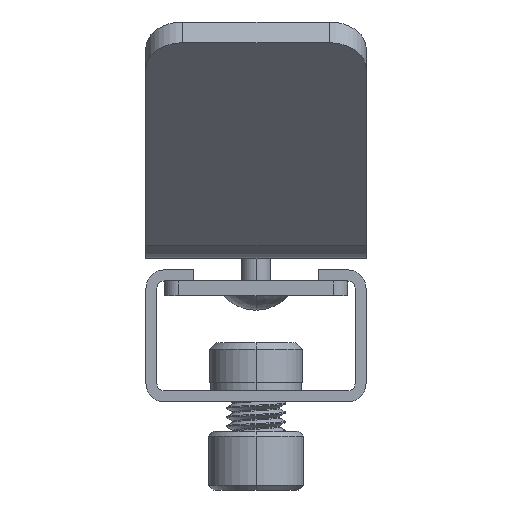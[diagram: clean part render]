
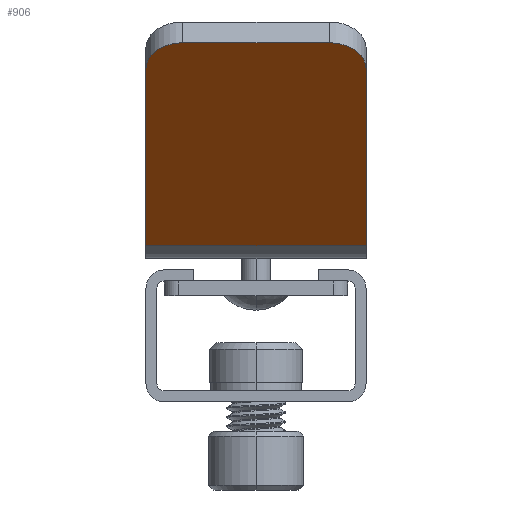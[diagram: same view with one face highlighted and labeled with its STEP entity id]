
A CAD part, left-side view. The second image highlights one B-rep face of the part: STEP entity #906.
In plain terms, the highlighted face is planar.
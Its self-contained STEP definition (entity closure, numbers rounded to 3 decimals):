
#99 = PLANE ( 'NONE',  #3384 ) ;
#614 = CIRCLE ( 'NONE', #5674, 5. ) ;
#625 = DIRECTION ( 'NONE',  ( 0.707, 0., 0.707 ) ) ;
#906 = ADVANCED_FACE ( 'NONE', ( #6475 ), #99, .F. ) ;
#982 = DIRECTION ( 'NONE',  ( 0., -1., 0. ) ) ;
#1098 = VERTEX_POINT ( 'NONE', #6386 ) ;
#1118 = CARTESIAN_POINT ( 'NONE',  ( 18.414, 15., -2.243 ) ) ;
#1434 = ORIENTED_EDGE ( 'NONE', *, *, #2024, .F. ) ;
#1455 = DIRECTION ( 'NONE',  ( 0.707, 0., 0.707 ) ) ;
#1597 = VECTOR ( 'NONE', #6003, 1000. ) ;
#1926 = EDGE_CURVE ( 'NONE', #3382, #5740, #3660, .T. ) ;
#2024 = EDGE_CURVE ( 'NONE', #2274, #1098, #3343, .T. ) ;
#2175 = CARTESIAN_POINT ( 'NONE',  ( 10.328, 0., -10.328 ) ) ;
#2274 = VERTEX_POINT ( 'NONE', #1118 ) ;
#2295 = CARTESIAN_POINT ( 'NONE',  ( 17.828, -15., -2.828 ) ) ;
#2483 = VERTEX_POINT ( 'NONE', #3332 ) ;
#2548 = EDGE_CURVE ( 'NONE', #6238, #1098, #5759, .T. ) ;
#2819 = DIRECTION ( 'NONE',  ( 0.707, 0., -0.707 ) ) ;
#2853 = EDGE_CURVE ( 'NONE', #5740, #6238, #4125, .T. ) ;
#2879 = CARTESIAN_POINT ( 'NONE',  ( 42.577, 10., 21.92 ) ) ;
#3069 = EDGE_LOOP ( 'NONE', ( #4192, #6433, #3753, #1434, #3960, #5661 ) ) ;
#3179 = VECTOR ( 'NONE', #982, 1000. ) ;
#3332 = CARTESIAN_POINT ( 'NONE',  ( 42.577, 15., 21.92 ) ) ;
#3343 = LINE ( 'NONE', #4653, #3179 ) ;
#3382 = VERTEX_POINT ( 'NONE', #3818 ) ;
#3384 = AXIS2_PLACEMENT_3D ( 'NONE', #2175, #3762, #625 ) ;
#3407 = DIRECTION ( 'NONE',  ( 0.707, 0., 0.707 ) ) ;
#3660 = LINE ( 'NONE', #4008, #3828 ) ;
#3753 = ORIENTED_EDGE ( 'NONE', *, *, #2548, .T. ) ;
#3762 = DIRECTION ( 'NONE',  ( -0.707, 0., 0.707 ) ) ;
#3768 = EDGE_CURVE ( 'NONE', #2483, #3382, #614, .T. ) ;
#3818 = CARTESIAN_POINT ( 'NONE',  ( 46.113, 10., 25.456 ) ) ;
#3826 = CARTESIAN_POINT ( 'NONE',  ( 46.113, -10., 25.456 ) ) ;
#3828 = VECTOR ( 'NONE', #4024, 1000. ) ;
#3960 = ORIENTED_EDGE ( 'NONE', *, *, #6299, .T. ) ;
#4008 = CARTESIAN_POINT ( 'NONE',  ( 46.113, -15., 25.456 ) ) ;
#4018 = AXIS2_PLACEMENT_3D ( 'NONE', #5930, #2819, #6459 ) ;
#4024 = DIRECTION ( 'NONE',  ( 0., -1., 0. ) ) ;
#4052 = CARTESIAN_POINT ( 'NONE',  ( 46.113, 15., 25.456 ) ) ;
#4125 = CIRCLE ( 'NONE', #4018, 5. ) ;
#4192 = ORIENTED_EDGE ( 'NONE', *, *, #1926, .T. ) ;
#4559 = CARTESIAN_POINT ( 'NONE',  ( 42.577, -15., 21.92 ) ) ;
#4653 = CARTESIAN_POINT ( 'NONE',  ( 18.414, 0., -2.243 ) ) ;
#4851 = LINE ( 'NONE', #4052, #5904 ) ;
#5661 = ORIENTED_EDGE ( 'NONE', *, *, #3768, .T. ) ;
#5674 = AXIS2_PLACEMENT_3D ( 'NONE', #2879, #6517, #3407 ) ;
#5740 = VERTEX_POINT ( 'NONE', #3826 ) ;
#5759 = LINE ( 'NONE', #2295, #1597 ) ;
#5904 = VECTOR ( 'NONE', #1455, 1000. ) ;
#5930 = CARTESIAN_POINT ( 'NONE',  ( 42.577, -10., 21.92 ) ) ;
#6003 = DIRECTION ( 'NONE',  ( -0.707, 0., -0.707 ) ) ;
#6238 = VERTEX_POINT ( 'NONE', #4559 ) ;
#6299 = EDGE_CURVE ( 'NONE', #2274, #2483, #4851, .T. ) ;
#6386 = CARTESIAN_POINT ( 'NONE',  ( 18.414, -15., -2.243 ) ) ;
#6433 = ORIENTED_EDGE ( 'NONE', *, *, #2853, .T. ) ;
#6459 = DIRECTION ( 'NONE',  ( 0.707, 0., 0.707 ) ) ;
#6475 = FACE_OUTER_BOUND ( 'NONE', #3069, .T. ) ;
#6517 = DIRECTION ( 'NONE',  ( 0.707, 0., -0.707 ) ) ;
